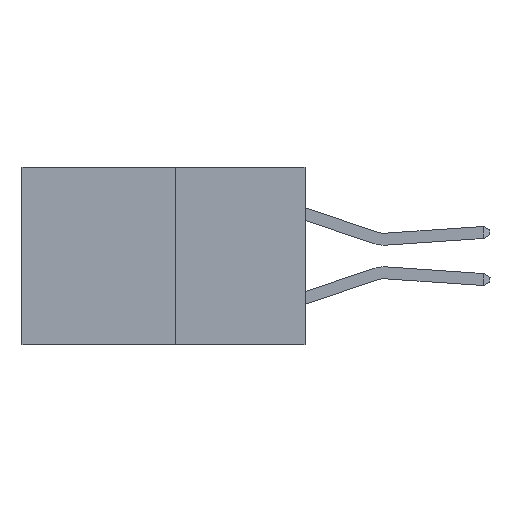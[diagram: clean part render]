
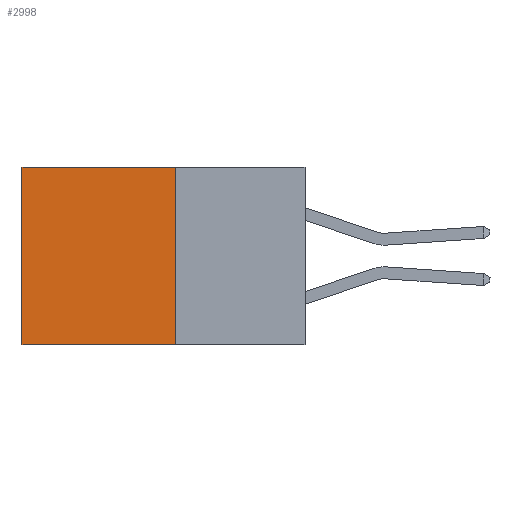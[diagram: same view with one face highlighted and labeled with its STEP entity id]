
A CAD part, left-side view. The second image highlights one B-rep face of the part: STEP entity #2998.
In plain terms, the highlighted planar face has unit normal (-1, 0, 0).
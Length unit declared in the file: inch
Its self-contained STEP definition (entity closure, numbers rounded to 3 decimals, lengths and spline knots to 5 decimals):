
#100 = CARTESIAN_POINT ( 'NONE',  ( 0.277, 0.27, -0.37 ) ) ;
#422 = VECTOR ( 'NONE', #2833, 39.37008 ) ;
#642 = FACE_OUTER_BOUND ( 'NONE', #5780, .T. ) ;
#743 = DIRECTION ( 'NONE',  ( 0., 0., -1. ) ) ;
#1017 = CARTESIAN_POINT ( 'NONE',  ( 0.277, 0.27, -0.37 ) ) ;
#1713 = VERTEX_POINT ( 'NONE', #7911 ) ;
#2224 = VERTEX_POINT ( 'NONE', #6489 ) ;
#2384 = EDGE_CURVE ( 'NONE', #2224, #4890, #6438, .T. ) ;
#2544 = LINE ( 'NONE', #6040, #7220 ) ;
#2558 = EDGE_CURVE ( 'NONE', #4890, #1713, #2544, .T. ) ;
#2833 = DIRECTION ( 'NONE',  ( 0., 1., 0. ) ) ;
#2885 = ORIENTED_EDGE ( 'NONE', *, *, #3890, .F. ) ;
#2998 = ADVANCED_FACE ( 'NONE', ( #642 ), #7890, .F. ) ;
#3044 = CARTESIAN_POINT ( 'NONE',  ( 0.277, 0.27, -0.37 ) ) ;
#3166 = LINE ( 'NONE', #100, #6301 ) ;
#3567 = EDGE_CURVE ( 'NONE', #4949, #1713, #4826, .T. ) ;
#3867 = ORIENTED_EDGE ( 'NONE', *, *, #3567, .F. ) ;
#3890 = EDGE_CURVE ( 'NONE', #2224, #4949, #3166, .T. ) ;
#4273 = AXIS2_PLACEMENT_3D ( 'NONE', #7664, #8098, #5866 ) ;
#4276 = CARTESIAN_POINT ( 'NONE',  ( 0.277, 0.59, 0. ) ) ;
#4826 = LINE ( 'NONE', #3044, #422 ) ;
#4890 = VERTEX_POINT ( 'NONE', #4276 ) ;
#4949 = VERTEX_POINT ( 'NONE', #1017 ) ;
#5225 = VECTOR ( 'NONE', #6201, 39.37008 ) ;
#5780 = EDGE_LOOP ( 'NONE', ( #6421, #3867, #2885, #7136 ) ) ;
#5799 = DIRECTION ( 'NONE',  ( 0., 0., -1. ) ) ;
#5866 = DIRECTION ( 'NONE',  ( 0., 0., -1. ) ) ;
#6040 = CARTESIAN_POINT ( 'NONE',  ( 0.277, 0.59, -0.37 ) ) ;
#6201 = DIRECTION ( 'NONE',  ( 0., 1., 0. ) ) ;
#6301 = VECTOR ( 'NONE', #743, 39.37008 ) ;
#6421 = ORIENTED_EDGE ( 'NONE', *, *, #2558, .T. ) ;
#6438 = LINE ( 'NONE', #7678, #5225 ) ;
#6489 = CARTESIAN_POINT ( 'NONE',  ( 0.277, 0.27, 0. ) ) ;
#7136 = ORIENTED_EDGE ( 'NONE', *, *, #2384, .T. ) ;
#7220 = VECTOR ( 'NONE', #5799, 39.37008 ) ;
#7664 = CARTESIAN_POINT ( 'NONE',  ( 0.277, 0.27, -0.37 ) ) ;
#7678 = CARTESIAN_POINT ( 'NONE',  ( 0.277, 0.27, 0. ) ) ;
#7890 = PLANE ( 'NONE',  #4273 ) ;
#7911 = CARTESIAN_POINT ( 'NONE',  ( 0.277, 0.59, -0.37 ) ) ;
#8098 = DIRECTION ( 'NONE',  ( 1., 0., 0. ) ) ;
